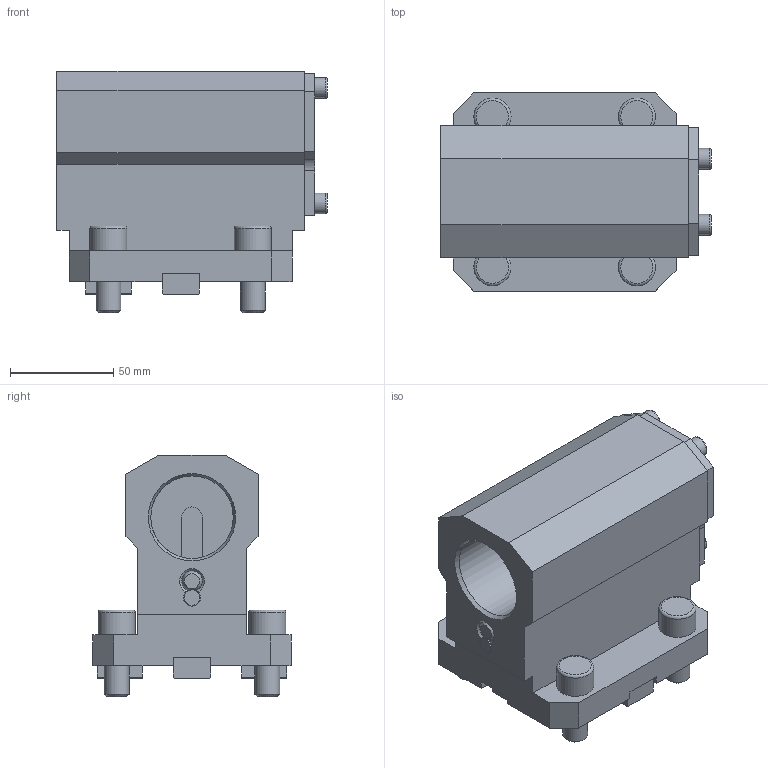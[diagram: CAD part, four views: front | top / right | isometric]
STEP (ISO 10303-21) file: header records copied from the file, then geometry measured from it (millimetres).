
FILE_DESCRIPTION(/* description */ (''),/* implementation_level */ '2;1');
FILE_NAME(/* name */ '107.265.40.750.stp',/* time_stamp */ '2018-03-06T14:41:23+01:00',/* author */ ('user-4'),/* organization */ (''),/* preprocessor_version */ 'ST-DEVELOPER v16.5',/* originating_system */ 'Autodesk Inventor 2017',/* authorisation */ '');
FILE_SCHEMA (('AUTOMOTIVE_DESIGN { 1 0 10303 214 3 1 1 }'));
Length unit declared in the file: millimetre
Products named in the file (1): 107.265.40.750
Bounding box: 131 x 96 x 117 mm (x, y, z)
Volume: 619261.1 mm3; surface area: 86188.7 mm2
Topology: 2 solids, 3 shells, 145 faces, 378 edges, 243 vertices
Faces by surface type: plane 95, cylinder 26, cone 14, torus 8, sphere 2
Full cylindrical faces by diameter (mm): 3.242 x1, 4 x1, 4.5 x1, 6.8 x1, 7.53 x1, 8 x1, 10 x6, 12 x4, 18 x4, 40 x1
Entity records: 4232 total; most frequent: CARTESIAN_POINT 708, DIRECTION 674, ORIENTED_EDGE 632, EDGE_CURVE 315, LINE 242, VECTOR 242, VERTEX_POINT 224, AXIS2_PLACEMENT_3D 216
